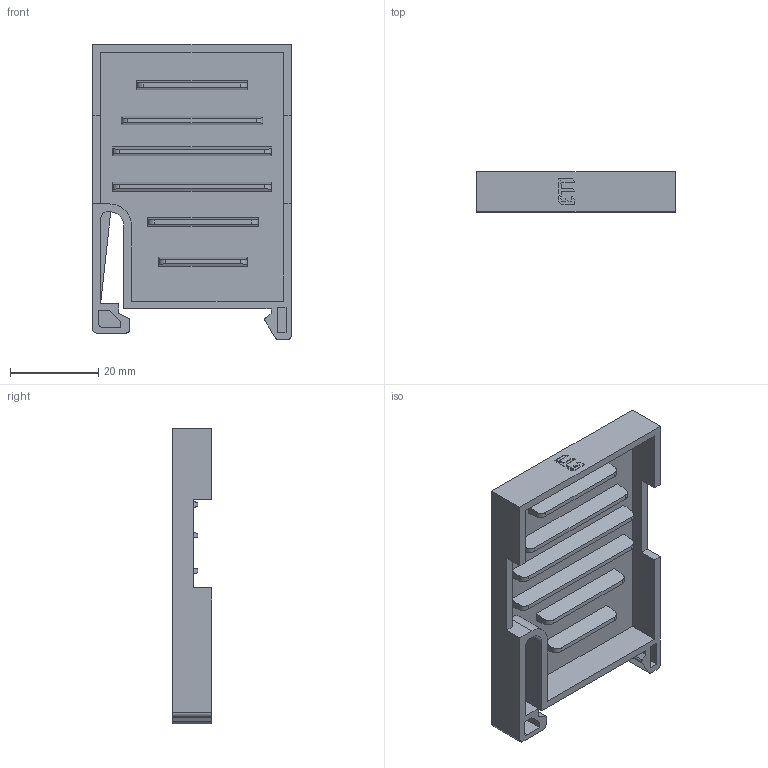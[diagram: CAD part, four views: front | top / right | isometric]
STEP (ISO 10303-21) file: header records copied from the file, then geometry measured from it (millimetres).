
FILE_DESCRIPTION((''),'2;1');
FILE_NAME('ASM0104H_ASM','2021-08-10T',('marketing.praksa'),('Audax d.o.o.'),'CREO PARAMETRIC BY PTC INC, 2017480','CREO PARAMETRIC BY PTC INC, 2017480','');
FILE_SCHEMA(('AUTOMOTIVE_DESIGN { 1 0 10303 214 1 1 1 1 }'));
Length unit declared in the file: millimetre
Products named in the file (3): PRT1741_1_1; PRT9538; ASM0104H_ASM
Assembly tree (2 placements, depth 2):
  ASM0104H_ASM
    PRT1741_1_1
    PRT9538
Bounding box: 45 x 9 x 67 mm (x, y, z)
Volume: 8838.2 mm3; surface area: 10645 mm2
Topology: 4 solids, 4 shells, 203 faces, 552 edges, 368 vertices
Faces by surface type: plane 134, cylinder 69
Entity records: 9736 total; most frequent: CARTESIAN_POINT 1243, ORIENTED_EDGE 1104, DIRECTION 1062, PRESENTATION_STYLE_ASSIGNMENT 759, STYLED_ITEM 759, CURVE_STYLE 552, EDGE_CURVE 552, VECTOR 410
